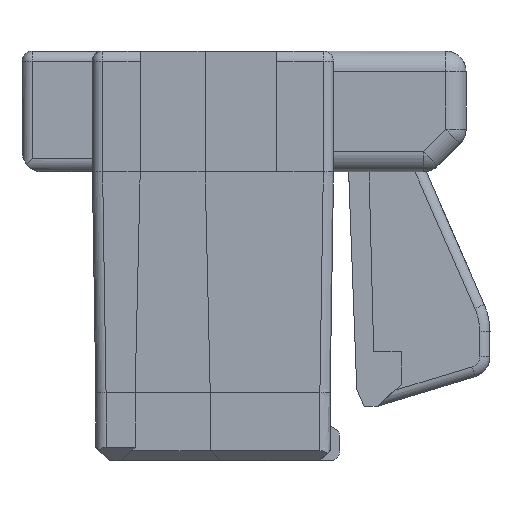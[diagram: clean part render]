
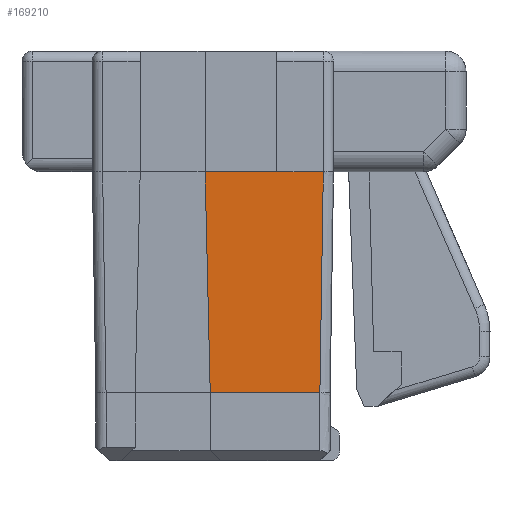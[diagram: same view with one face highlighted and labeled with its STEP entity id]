
A CAD part, front view. The second image highlights one B-rep face of the part: STEP entity #169210.
In plain terms, the highlighted planar face has unit normal (0, -1, -0.015).
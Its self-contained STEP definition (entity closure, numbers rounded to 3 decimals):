
#34480=CARTESIAN_POINT('',(310.877,-17.065,
129.295));
#34490=VERTEX_POINT('',#34480);
#139600=CARTESIAN_POINT('',(310.197,-17.065,
129.295));
#139610=VERTEX_POINT('',#139600);
#139880=CARTESIAN_POINT('',(308.897,-17.065,
129.295));
#139890=DIRECTION('',(1.,0.,0.));
#139900=VECTOR('',#139890,1.);
#139910=LINE('',#139880,#139900);
#139920=CARTESIAN_POINT('',(309.147,-17.065,
129.295));
#139930=VERTEX_POINT('',#139920);
#139940=EDGE_CURVE('',#139930,#139610,#139910,.T.);
#140210=CARTESIAN_POINT('',(309.184,-17.041,
127.709));
#140220=DIRECTION('',(-0.023,-0.015,
1.));
#140230=VECTOR('',#140220,1.);
#140240=LINE('',#140210,#140230);
#140250=CARTESIAN_POINT('',(309.222,-17.015,
126.065));
#140260=VERTEX_POINT('',#140250);
#140270=EDGE_CURVE('',#140260,#139930,#140240,.T.);
#168870=CARTESIAN_POINT('',(310.097,-17.065,
129.295));
#168880=DIRECTION('',(0.,1.,
0.015));
#168890=DIRECTION('',(0.,0.015,
-1.));
#168900=AXIS2_PLACEMENT_3D('',#168870,#168880,#168890);
#168910=PLANE('',#168900);
#168920=CARTESIAN_POINT('',(310.827,-17.015,
126.065));
#168930=CARTESIAN_POINT('',(310.827,-17.016,
126.083));
#168940=CARTESIAN_POINT('',(310.828,-17.016,
126.101));
#168950=CARTESIAN_POINT('',(310.844,-17.032,
127.16));
#168960=CARTESIAN_POINT('',(310.86,-17.049,
128.2));
#168970=CARTESIAN_POINT('',(310.877,-17.065,
129.259));
#168980=CARTESIAN_POINT('',(310.877,-17.065,
129.277));
#168990=CARTESIAN_POINT('',(310.877,-17.065,
129.295));
#169000=B_SPLINE_CURVE_WITH_KNOTS('',3,(#168920,#168930,#168940,#168950,
#168960,#168970,#168980,#168990),.UNSPECIFIED.,.F.,.F.,(4,2,2,4),(0.,
0.054,3.177,3.231),.UNSPECIFIED.);
#169010=CARTESIAN_POINT('',(310.827,-17.015,
126.065));
#169020=VERTEX_POINT('',#169010);
#169030=EDGE_CURVE('',#169020,#34490,#169000,.T.);
#169040=ORIENTED_EDGE('',*,*,#169030,.T.);
#169050=CARTESIAN_POINT('',(308.897,-17.015,
126.065));
#169060=DIRECTION('',(1.,0.,0.));
#169070=VECTOR('',#169060,1.);
#169080=LINE('',#169050,#169070);
#169090=EDGE_CURVE('',#140260,#169020,#169080,.T.);
#169100=ORIENTED_EDGE('',*,*,#169090,.T.);
#169110=ORIENTED_EDGE('',*,*,#140270,.F.);
#169120=ORIENTED_EDGE('',*,*,#139940,.F.);
#169130=CARTESIAN_POINT('',(310.077,-17.065,
129.295));
#169140=DIRECTION('',(1.,0.,0.));
#169150=VECTOR('',#169140,1.);
#169160=LINE('',#169130,#169150);
#169170=EDGE_CURVE('',#139610,#34490,#169160,.T.);
#169180=ORIENTED_EDGE('',*,*,#169170,.F.);
#169190=EDGE_LOOP('',(#169180,#169120,#169110,#169100,#169040));
#169200=FACE_OUTER_BOUND('',#169190,.T.);
#169210=ADVANCED_FACE('',(#169200),#168910,.F.);
